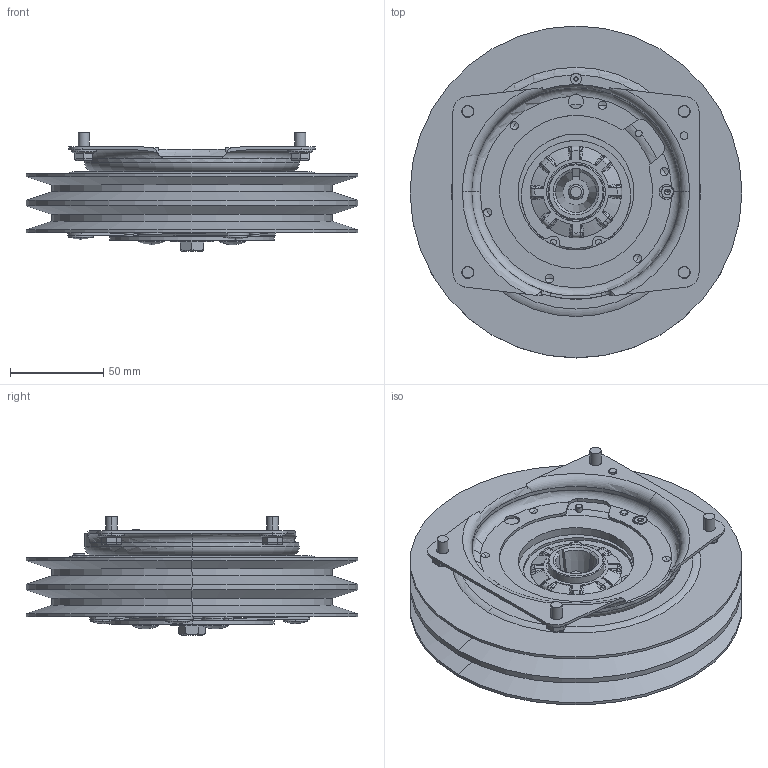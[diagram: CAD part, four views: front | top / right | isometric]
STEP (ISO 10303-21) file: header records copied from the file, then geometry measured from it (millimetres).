
FILE_DESCRIPTION (( 'STEP AP203' ), '1' );
FILE_NAME ('33233400_08_MA-7A_電磁クラッチ.STEP', '2015-09-15T02:34:52', ( '' ), ( '' ), 'SwSTEP 2.0', 'SolidWorks 2014', '' );
FILE_SCHEMA (( 'CONFIG_CONTROL_DESIGN' ));
Length unit declared in the file: millimetre
Products named in the file (1): 33233400_08_MA-7A_電磁クラッチ
Bounding box: 177.8 x 177.8 x 63.5 mm (x, y, z)
Volume: 687207.5 mm3; surface area: 144044.6 mm2
Topology: 7 solids, 16 shells, 787 faces, 2002 edges, 1259 vertices
Faces by surface type: cylinder 303, plane 237, bspline 112, torus 76, cone 47, sphere 12
Entity records: 30842 total; most frequent: CARTESIAN_POINT 12325, ORIENTED_EDGE 3980, DIRECTION 3807, EDGE_CURVE 1990, AXIS2_PLACEMENT_3D 1593, VERTEX_POINT 1259, CIRCLE 917, EDGE_LOOP 885
